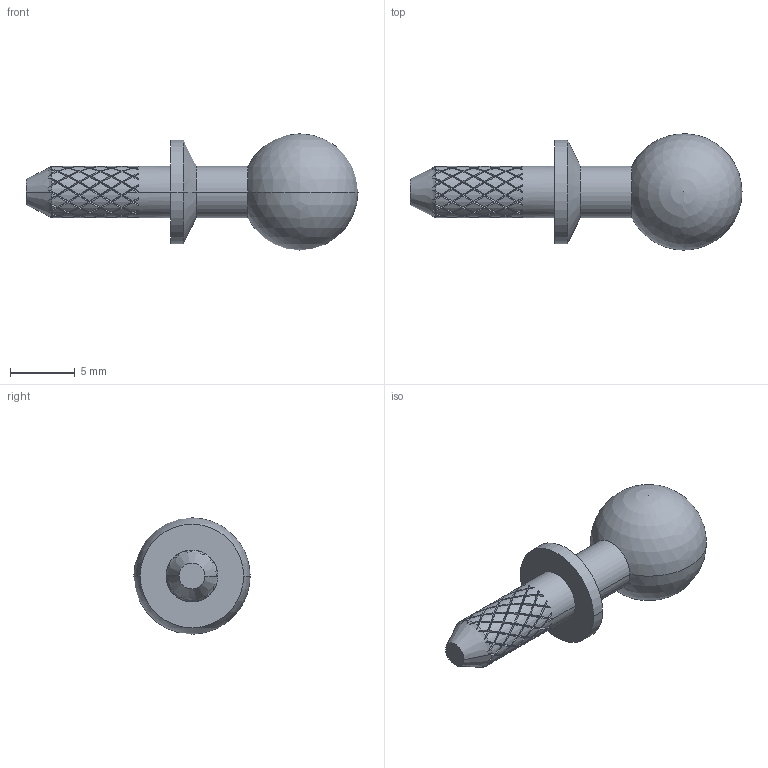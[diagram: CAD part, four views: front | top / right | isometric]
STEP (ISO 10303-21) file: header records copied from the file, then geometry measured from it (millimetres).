
FILE_DESCRIPTION (( 'STEP AP203' ), '1' );
FILE_NAME ('FC-HWA-00591_Default_sldprt.STEP', '2020-02-25T18:04:53', ( 'WinAdmin User' ), ( 'MathWorks' ), 'SwSTEP 2.0', 'SolidWorks 2019', '' );
FILE_SCHEMA (( 'CONFIG_CONTROL_DESIGN' ));
Length unit declared in the file: millimetre
Products named in the file (1): FC-HWA-00591_Default_sldprt
Bounding box: 25.68 x 8.99 x 9 mm (x, y, z)
Volume: 637 mm3; surface area: 561.3 mm2
Topology: 1 solids, 1 shells, 575 faces, 1236 edges, 662 vertices
Faces by surface type: bspline 432, cylinder 111, plane 26, cone 4, sphere 2
Entity records: 28038 total; most frequent: CARTESIAN_POINT 20700, ORIENTED_EDGE 2462, EDGE_CURVE 1231, VERTEX_POINT 659, EDGE_LOOP 576, FACE_OUTER_BOUND 575, ADVANCED_FACE 575, DIRECTION 435
